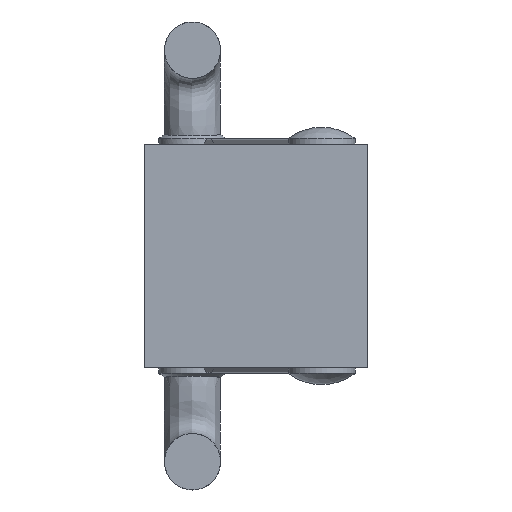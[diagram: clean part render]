
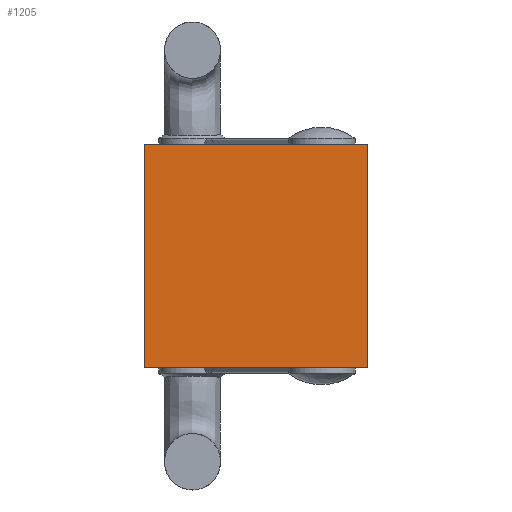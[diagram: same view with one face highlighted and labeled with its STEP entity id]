
A CAD part, front view. The second image highlights one B-rep face of the part: STEP entity #1205.
In plain terms, the highlighted planar face has unit normal (0, -1, 0).
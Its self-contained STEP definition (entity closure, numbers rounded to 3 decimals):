
#13 = ORIENTED_EDGE ( 'NONE', *, *, #1540, .T. ) ;
#14 = ORIENTED_EDGE ( 'NONE', *, *, #1552, .T. ) ;
#15 = ORIENTED_EDGE ( 'NONE', *, *, #1547, .T. ) ;
#188 = VERTEX_POINT ( 'NONE', #271 ) ;
#191 = VERTEX_POINT ( 'NONE', #274 ) ;
#193 = VERTEX_POINT ( 'NONE', #276 ) ;
#195 = VERTEX_POINT ( 'NONE', #269 ) ;
#269 = CARTESIAN_POINT ( 'NONE',  ( 1., -0.51, -1. ) ) ;
#271 = CARTESIAN_POINT ( 'NONE',  ( 1., -0.51, 1. ) ) ;
#274 = CARTESIAN_POINT ( 'NONE',  ( -1., -0.51, 1. ) ) ;
#276 = CARTESIAN_POINT ( 'NONE',  ( -1., -0.51, -1. ) ) ;
#608 = EDGE_LOOP ( 'NONE', ( #13, #5621, #14, #15 ) ) ;
#1205 = ADVANCED_FACE ( 'NONE', ( #4212 ), #4424, .F. ) ;
#1540 = EDGE_CURVE ( 'NONE', #191, #193, #5413, .T. ) ;
#1547 = EDGE_CURVE ( 'NONE', #188, #191, #5422, .T. ) ;
#1550 = EDGE_CURVE ( 'NONE', #193, #195, #5424, .T. ) ;
#1552 = EDGE_CURVE ( 'NONE', #195, #188, #5430, .T. ) ;
#3770 = AXIS2_PLACEMENT_3D ( 'NONE', #4444, #4445, #4446 ) ;
#4212 = FACE_OUTER_BOUND ( 'NONE', #608, .T. ) ;
#4424 = PLANE ( 'NONE',  #3770 ) ;
#4444 = CARTESIAN_POINT ( 'NONE',  ( 0., -0.51, 0. ) ) ;
#4445 = DIRECTION ( 'NONE',  ( 0., 1., 0. ) ) ;
#4446 = DIRECTION ( 'NONE',  ( 0., 0., 1. ) ) ;
#5413 = LINE ( 'NONE', #5534, #5416 ) ;
#5416 = VECTOR ( 'NONE', #5536, 1000. ) ;
#5422 = LINE ( 'NONE', #5553, #5423 ) ;
#5423 = VECTOR ( 'NONE', #5554, 1000. ) ;
#5424 = LINE ( 'NONE', #5552, #5429 ) ;
#5429 = VECTOR ( 'NONE', #5558, 1000. ) ;
#5430 = LINE ( 'NONE', #5561, #5433 ) ;
#5433 = VECTOR ( 'NONE', #5562, 1000. ) ;
#5534 = CARTESIAN_POINT ( 'NONE',  ( -1., -0.51, 1. ) ) ;
#5536 = DIRECTION ( 'NONE',  ( 0., 0., -1. ) ) ;
#5552 = CARTESIAN_POINT ( 'NONE',  ( 1., -0.51, -1. ) ) ;
#5553 = CARTESIAN_POINT ( 'NONE',  ( 1., -0.51, 1. ) ) ;
#5554 = DIRECTION ( 'NONE',  ( -1., 0., 0. ) ) ;
#5558 = DIRECTION ( 'NONE',  ( 1., 0., 0. ) ) ;
#5561 = CARTESIAN_POINT ( 'NONE',  ( 1., -0.51, 1. ) ) ;
#5562 = DIRECTION ( 'NONE',  ( 0., 0., 1. ) ) ;
#5621 = ORIENTED_EDGE ( 'NONE', *, *, #1550, .T. ) ;
